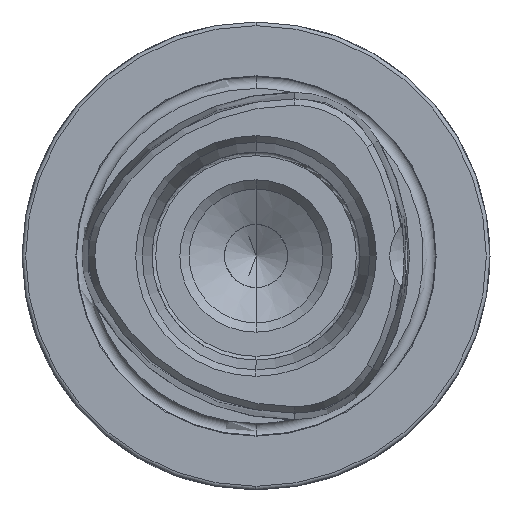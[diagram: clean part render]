
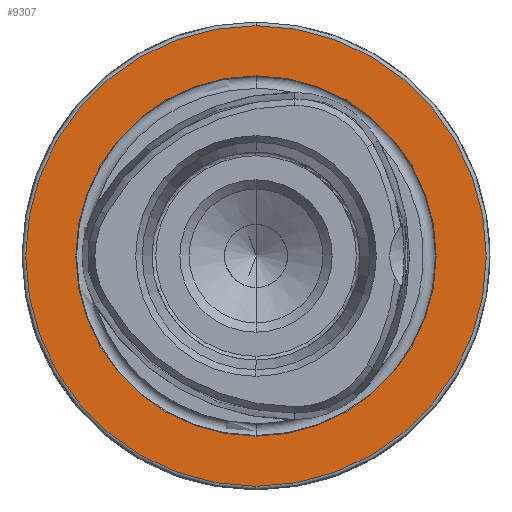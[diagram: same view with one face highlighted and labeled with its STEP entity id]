
A CAD part, left-side view. The second image highlights one B-rep face of the part: STEP entity #9307.
In plain terms, the highlighted planar face has unit normal (-1, 0, 0).
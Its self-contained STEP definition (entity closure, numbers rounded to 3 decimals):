
#766 = AXIS2_PLACEMENT_3D ( 'NONE', #8782, #8783, #8784 ) ;
#769 = AXIS2_PLACEMENT_3D ( 'NONE', #8791, #8792, #8793 ) ;
#954 = CARTESIAN_POINT ( 'NONE',  ( 0., 0., -24.25 ) ) ;
#962 = CARTESIAN_POINT ( 'NONE',  ( 0., 0., -31. ) ) ;
#981 = CARTESIAN_POINT ( 'NONE',  ( 0., 0., 24.25 ) ) ;
#1170 = CARTESIAN_POINT ( 'NONE',  ( 0., 0., 31. ) ) ;
#1429 = DIRECTION ( 'NONE',  ( -1., 0., 0. ) ) ;
#1430 = DIRECTION ( 'NONE',  ( 0., 0., 1. ) ) ;
#3459 = CARTESIAN_POINT ( 'NONE',  ( 0., 0., 0. ) ) ;
#3460 = DIRECTION ( 'NONE',  ( -1., 0., 0. ) ) ;
#3461 = DIRECTION ( 'NONE',  ( 0., 0., 1. ) ) ;
#3463 = CARTESIAN_POINT ( 'NONE',  ( 0., 0., 0. ) ) ;
#3493 = EDGE_LOOP ( 'NONE', ( #6323, #6325 ) ) ;
#3502 = EDGE_LOOP ( 'NONE', ( #6312, #6313 ) ) ;
#3920 = VERTEX_POINT ( 'NONE', #954 ) ;
#3931 = VERTEX_POINT ( 'NONE', #962 ) ;
#3951 = VERTEX_POINT ( 'NONE', #981 ) ;
#4046 = VERTEX_POINT ( 'NONE', #1170 ) ;
#5546 = EDGE_CURVE ( 'NONE', #3920, #3951, #5945, .T. ) ;
#5550 = EDGE_CURVE ( 'NONE', #4046, #3931, #5953, .T. ) ;
#5945 = CIRCLE ( 'NONE', #766, 24.25 ) ;
#5953 = CIRCLE ( 'NONE', #769, 31. ) ;
#6312 = ORIENTED_EDGE ( 'NONE', *, *, #6584, .F. ) ;
#6313 = ORIENTED_EDGE ( 'NONE', *, *, #5546, .F. ) ;
#6323 = ORIENTED_EDGE ( 'NONE', *, *, #5550, .T. ) ;
#6325 = ORIENTED_EDGE ( 'NONE', *, *, #6583, .T. ) ;
#6583 = EDGE_CURVE ( 'NONE', #3931, #4046, #9584, .T. ) ;
#6584 = EDGE_CURVE ( 'NONE', #3951, #3920, #9585, .T. ) ;
#7898 = AXIS2_PLACEMENT_3D ( 'NONE', #3459, #3460, #3461 ) ;
#7899 = AXIS2_PLACEMENT_3D ( 'NONE', #3463, #1429, #1430 ) ;
#7966 = AXIS2_PLACEMENT_3D ( 'NONE', #8314, #8320, #8321 ) ;
#8314 = CARTESIAN_POINT ( 'NONE',  ( 0., 24.25, 0. ) ) ;
#8315 = PLANE ( 'NONE',  #7966 ) ;
#8320 = DIRECTION ( 'NONE',  ( 1., 0., 0. ) ) ;
#8321 = DIRECTION ( 'NONE',  ( 0., 0., -1. ) ) ;
#8782 = CARTESIAN_POINT ( 'NONE',  ( 0., 0., 0. ) ) ;
#8783 = DIRECTION ( 'NONE',  ( -1., 0., 0. ) ) ;
#8784 = DIRECTION ( 'NONE',  ( 0., 0., 1. ) ) ;
#8791 = CARTESIAN_POINT ( 'NONE',  ( 0., 0., 0. ) ) ;
#8792 = DIRECTION ( 'NONE',  ( -1., 0., 0. ) ) ;
#8793 = DIRECTION ( 'NONE',  ( 0., 0., 1. ) ) ;
#9307 = ADVANCED_FACE ( 'NONE', ( #9768, #9772 ), #8315, .F. ) ;
#9584 = CIRCLE ( 'NONE', #7898, 31. ) ;
#9585 = CIRCLE ( 'NONE', #7899, 24.25 ) ;
#9768 = FACE_BOUND ( 'NONE', #3502, .T. ) ;
#9772 = FACE_OUTER_BOUND ( 'NONE', #3493, .T. ) ;
